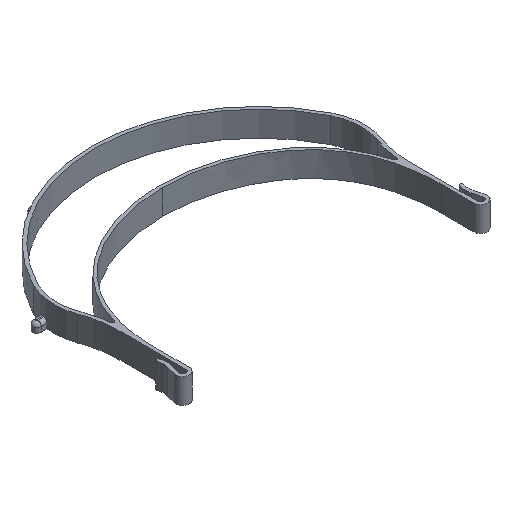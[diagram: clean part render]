
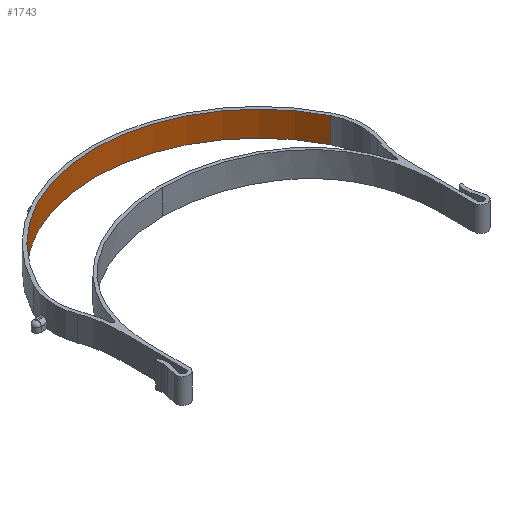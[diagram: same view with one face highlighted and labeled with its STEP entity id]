
A CAD part, isometric view. The second image highlights one B-rep face of the part: STEP entity #1743.
In plain terms, the highlighted cylindrical face has radius 98 mm (diameter 196 mm), a partial arc.
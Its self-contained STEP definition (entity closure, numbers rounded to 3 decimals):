
#61=CARTESIAN_POINT('Vertex',(87.326,14.977,0.)) ;
#77=CARTESIAN_POINT('Vertex',(87.326,14.977,15.)) ;
#80=CARTESIAN_POINT('Line Origine',(87.326,14.977,7.5)) ;
#1535=CARTESIAN_POINT('Line Origine',(-87.326,14.977,7.5)) ;
#1539=CARTESIAN_POINT('Vertex',(-87.326,14.977,0.)) ;
#1541=CARTESIAN_POINT('Vertex',(-87.326,14.977,15.)) ;
#1706=CARTESIAN_POINT('Axis2P3D Location',(0.,-29.5,7.5)) ;
#1711=CARTESIAN_POINT('Axis2P3D Location',(0.,-29.5,0.)) ;
#1715=CARTESIAN_POINT('Vertex',(0.,68.5,0.)) ;
#1718=CARTESIAN_POINT('Axis2P3D Location',(0.,-29.5,15.)) ;
#1722=CARTESIAN_POINT('Vertex',(0.,68.5,15.)) ;
#1725=CARTESIAN_POINT('Axis2P3D Location',(0.,-29.5,15.)) ;
#1730=CARTESIAN_POINT('Axis2P3D Location',(0.,-29.5,0.)) ;
#81=DIRECTION('Vector Direction',(0.,0.,1.)) ;
#1536=DIRECTION('Vector Direction',(0.,0.,-1.)) ;
#1707=DIRECTION('Axis2P3D Direction',(0.,0.,1.)) ;
#1708=DIRECTION('Axis2P3D XDirection',(0.891,0.454,0.)) ;
#1712=DIRECTION('Axis2P3D Direction',(0.,0.,1.)) ;
#1719=DIRECTION('Axis2P3D Direction',(0.,0.,1.)) ;
#1726=DIRECTION('Axis2P3D Direction',(0.,0.,1.)) ;
#1731=DIRECTION('Axis2P3D Direction',(0.,0.,1.)) ;
#1709=AXIS2_PLACEMENT_3D('Cylinder Axis2P3D',#1706,#1707,#1708) ;
#1713=AXIS2_PLACEMENT_3D('Circle Axis2P3D',#1711,#1712,$) ;
#1720=AXIS2_PLACEMENT_3D('Circle Axis2P3D',#1718,#1719,$) ;
#1727=AXIS2_PLACEMENT_3D('Circle Axis2P3D',#1725,#1726,$) ;
#1732=AXIS2_PLACEMENT_3D('Circle Axis2P3D',#1730,#1731,$) ;
#1736=ORIENTED_EDGE('',*,*,#1717,.T.) ;
#1737=ORIENTED_EDGE('',*,*,#84,.T.) ;
#1738=ORIENTED_EDGE('',*,*,#1724,.F.) ;
#1739=ORIENTED_EDGE('',*,*,#1729,.T.) ;
#1740=ORIENTED_EDGE('',*,*,#1543,.F.) ;
#1741=ORIENTED_EDGE('',*,*,#1734,.F.) ;
#82=VECTOR('Line Direction',#81,1.) ;
#1537=VECTOR('Line Direction',#1536,1.) ;
#1743=ADVANCED_FACE('Corps de pi\X2\00E8\X0\ce.2',(#1742),#1710,.F.) ;
#1714=CIRCLE('generated circle',#1713,98.) ;
#1721=CIRCLE('generated circle',#1720,98.) ;
#1728=CIRCLE('generated circle',#1727,98.) ;
#1733=CIRCLE('generated circle',#1732,98.) ;
#1710=CYLINDRICAL_SURFACE('generated cylinder',#1709,98.) ;
#84=EDGE_CURVE('',#62,#78,#83,.T.) ;
#1543=EDGE_CURVE('',#1540,#1542,#1538,.F.) ;
#1717=EDGE_CURVE('',#1716,#62,#1714,.F.) ;
#1724=EDGE_CURVE('',#1723,#78,#1721,.F.) ;
#1729=EDGE_CURVE('',#1723,#1542,#1728,.T.) ;
#1734=EDGE_CURVE('',#1716,#1540,#1733,.T.) ;
#1735=EDGE_LOOP('',(#1736,#1737,#1738,#1739,#1740,#1741)) ;
#1742=FACE_OUTER_BOUND('',#1735,.T.) ;
#83=LINE('Line',#80,#82) ;
#1538=LINE('Line',#1535,#1537) ;
#62=VERTEX_POINT('',#61) ;
#78=VERTEX_POINT('',#77) ;
#1540=VERTEX_POINT('',#1539) ;
#1542=VERTEX_POINT('',#1541) ;
#1716=VERTEX_POINT('',#1715) ;
#1723=VERTEX_POINT('',#1722) ;
